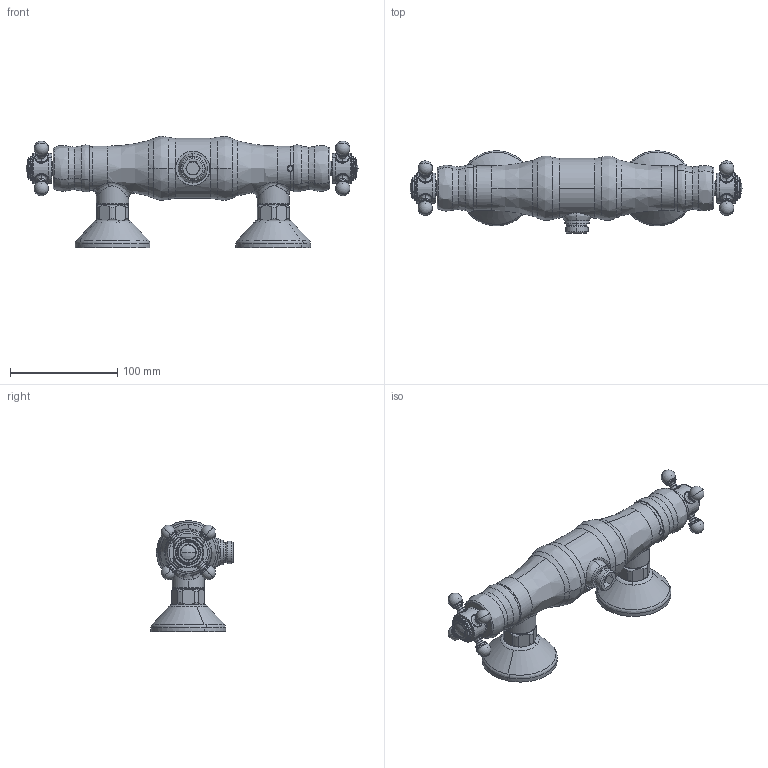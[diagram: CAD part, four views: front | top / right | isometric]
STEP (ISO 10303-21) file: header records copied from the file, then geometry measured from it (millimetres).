
FILE_DESCRIPTION (( 'STEP AP214' ), '1' );
FILE_NAME ('131190.STEP', '2020-08-21T09:40:54', ( '' ), ( '' ), 'SwSTEP 2.0', 'SolidWorks 2016', '' );
FILE_SCHEMA (( 'AUTOMOTIVE_DESIGN' ));
Length unit declared in the file: millimetre
Products named in the file (13): 0651 RACOR  M22x1 G｢''''''''_PL-651-02 CON JUNTA; PLAFËN GRB6001; 0257 CUBREMONTURAS Q 1866 TERMOSTATICA; 131190; INDICE BA羍 DUCHA; INDICE 1866 CROMO_1; VOLANTE BIMANDO 1866; 0684 CARTUCHO TERMOSTATICO GRB_1; 0254 LIMITADOR T 6001_1; TUERCA ･''''''''; MONTURA F118 G｢''''''''; MECANIZADO PARA DUCHA TERMO 1866; 0001 PESTAÐA 3-8 IZQD._03
Assembly tree (19 placements, depth 2):
  131190
    MECANIZADO PARA DUCHA TERMO 1866
    MONTURA F118 G｢''''''''
    0257 CUBREMONTURAS Q 1866 TERMOSTATICA  x2
    VOLANTE BIMANDO 1866  x2
    0684 CARTUCHO TERMOSTATICO GRB_1
    0254 LIMITADOR T 6001_1
    0651 RACOR  M22x1 G｢''''''''_PL-651-02 CON JUNTA
    INDICE 1866 CROMO_1  x2
    INDICE BA羍 DUCHA  x2
    0001 PESTAÐA 3-8 IZQD._03  x2
    TUERCA ･''''''''  x2
    PLAFËN GRB6001  x2
Bounding box: 309.9 x 77 x 103.94 mm (x, y, z)
Volume: 178487.5 mm3; surface area: 193594.2 mm2
Topology: 41 solids, 42 shells, 3282 faces, 8474 edges, 5218 vertices
Faces by surface type: plane 1232, cylinder 886, bspline 737, cone 367, sphere 60
Entity records: 197054 total; most frequent: CARTESIAN_POINT 112684, ORIENTED_EDGE 12618, DIRECTION 10762, EDGE_CURVE 6311, AXIS2_PLACEMENT_3D 4254, VERTEX_POINT 3922, EDGE_LOOP 2644, UNCERTAINTY_MEASURE_WITH_UNIT 2566
